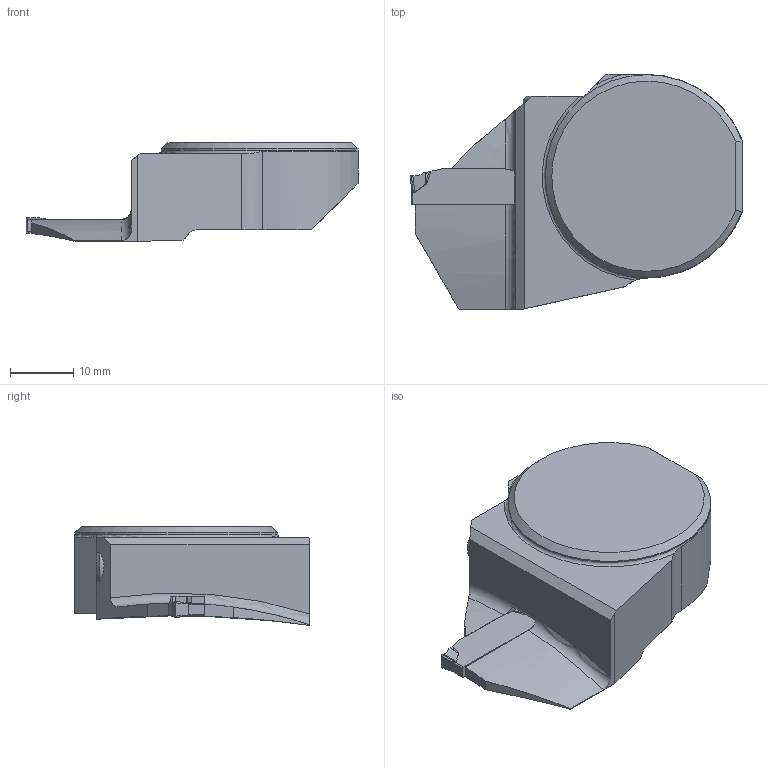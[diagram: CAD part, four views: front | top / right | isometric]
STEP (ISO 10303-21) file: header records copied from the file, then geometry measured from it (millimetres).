
FILE_DESCRIPTION(/* description */ (''),/* implementation_level */ '2;1');
FILE_NAME(/* name */ 'TOOLASSEMBLY_1.STP',/* time_stamp */ '2023-04-25T12:40:47+02:00',/* author */ (''),/* organization */ ('SMS'),/* preprocessor_version */ 'ST-DEVELOPER v16.7',/* originating_system */ 'SIEMENS PLM Software NX 12.0',/* authorisation */ '');
FILE_SCHEMA (('AUTOMOTIVE_DESIGN { 1 0 10303 214 3 1 1 1 }'));
Length unit declared in the file: millimetre
Products named in the file (4): ASSEMBLY_CONSTRUCTION; CUT_20230425123734; NOCUT_20230425123604; TOOLASSEMBLY_1
Assembly tree (3 placements, depth 2):
  TOOLASSEMBLY_1
    NOCUT_20230425123604
    CUT_20230425123734
    ASSEMBLY_CONSTRUCTION
Bounding box: 52.35 x 37.05 x 15.59 mm (x, y, z)
Volume: 14494.8 mm3; surface area: 4602.9 mm2
Topology: 2 solids, 2 shells, 115 faces, 300 edges, 194 vertices
Faces by surface type: plane 54, bspline 32, cylinder 25, cone 2, torus 2
Entity records: 4634 total; most frequent: CARTESIAN_POINT 1918, ORIENTED_EDGE 598, DIRECTION 473, EDGE_CURVE 299, VERTEX_POINT 189, AXIS2_PLACEMENT_3D 170, LINE 133, VECTOR 133
